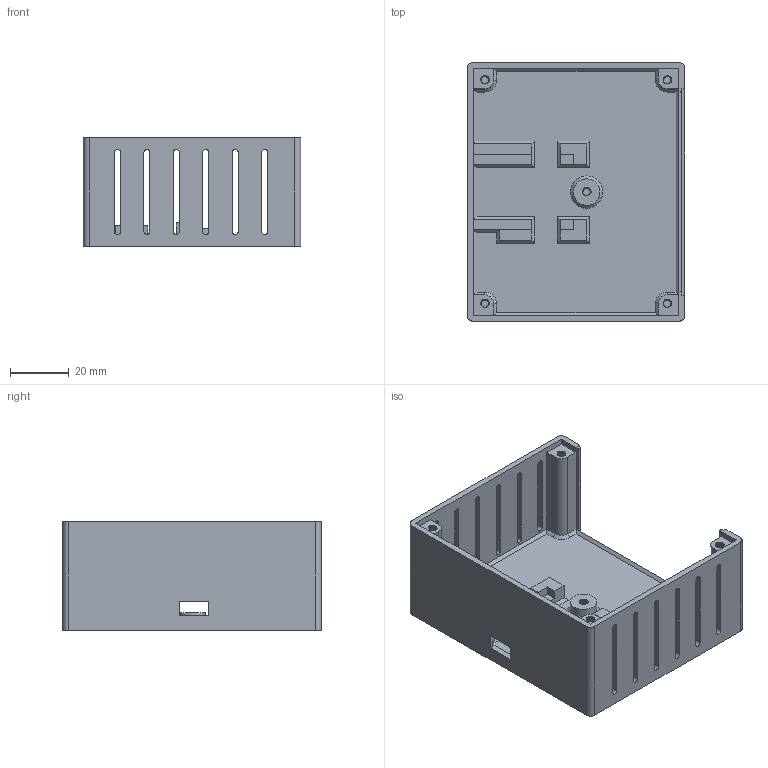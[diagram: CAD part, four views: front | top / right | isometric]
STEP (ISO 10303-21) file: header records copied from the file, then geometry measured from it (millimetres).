
FILE_DESCRIPTION(/* description */ (''),/* implementation_level */ '2;1');
FILE_NAME(/* name */ 'Case Bottom.step',/* time_stamp */ '2024-01-29T11:35:40-08:00',/* author */ (''),/* organization */ (''),/* preprocessor_version */ 'ST-DEVELOPER v20',/* originating_system */ 'Autodesk Translation Framework v12.14.0.127',/* authorisation */ '');
FILE_SCHEMA (('AUTOMOTIVE_DESIGN { 1 0 10303 214 3 1 1 }'));
Length unit declared in the file: millimetre
Products named in the file (1): Case Bottom
Bounding box: 74 x 88 x 37 mm (x, y, z)
Volume: 36717.1 mm3; surface area: 32205 mm2
Topology: 1 solids, 1 shells, 332 faces, 929 edges, 606 vertices
Faces by surface type: cylinder 187, plane 130, bspline 10, cone 5
Full cylindrical faces by diameter (mm): 2.529 x36, 3.086 x18, 9 x1
Entity records: 19848 total; most frequent: CARTESIAN_POINT 11833, ORIENTED_EDGE 1858, DIRECTION 1338, EDGE_CURVE 929, VERTEX_POINT 606, LINE 510, VECTOR 510, AXIS2_PLACEMENT_3D 414
